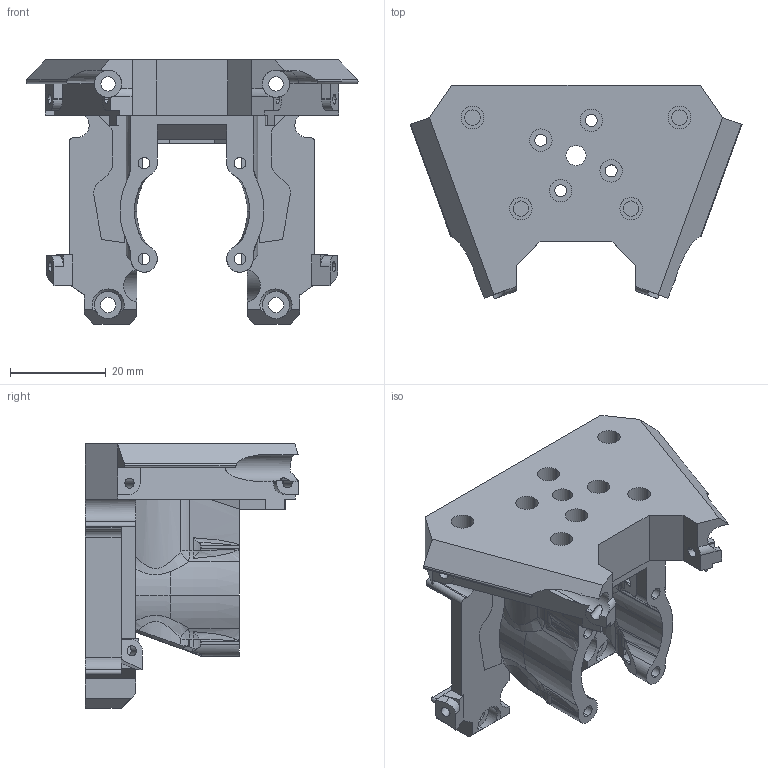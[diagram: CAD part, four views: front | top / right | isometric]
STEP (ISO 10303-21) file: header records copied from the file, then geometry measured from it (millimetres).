
FILE_DESCRIPTION(/* description */ ('STEP AP242','CAx-IF Rec.Pracs.---Representation and Presentation of Product Manufacturing Information (PMI)---4.0---2014-10-13','CAx-IF Rec.Pracs.---3D Tessellated Geometry---0.4---2014-09-14','2;1'),/* implementation_level */ '2;1');
FILE_NAME(/* name */ '65385b11cd1c704aa4253179',/* time_stamp */ '2023-10-25T00:02:26Z',/* author */ (''),/* organization */ (''),/* preprocessor_version */ 'ST-DEVELOPER v19.4',/* originating_system */ ' ',/* authorisation */ ' ');
FILE_SCHEMA (('AP242_MANAGED_MODEL_BASED_3D_ENGINEERING_MIM_LF { 1 0 10303 442 1 1 4 }'));
Length unit declared in the file: metre
Products named in the file (1): BMO
Bounding box: 69.25 x 44.51 x 55.12 mm (x, y, z)
Volume: 32419.3 mm3; surface area: 16544.3 mm2
Topology: 1 solids, 3 shells, 455 faces, 1331 edges, 891 vertices
Faces by surface type: cylinder 185, plane 174, bspline 70, torus 20, cone 6
Entity records: 17428 total; most frequent: CARTESIAN_POINT 5760, ORIENTED_EDGE 2662, DIRECTION 2171, EDGE_CURVE 1331, VERTEX_POINT 891, AXIS2_PLACEMENT_3D 790, LINE 591, VECTOR 591
